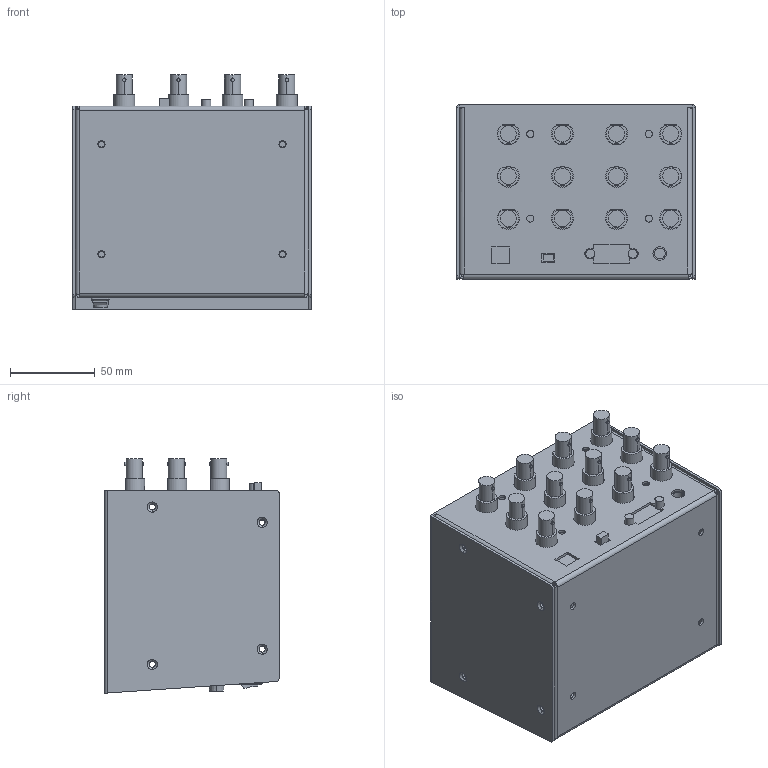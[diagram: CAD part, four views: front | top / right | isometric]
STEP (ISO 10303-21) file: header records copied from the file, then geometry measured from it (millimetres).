
FILE_DESCRIPTION((''),'2;1');
FILE_NAME('LED','2017-11-22T',('zkm'),(''),'PRO/ENGINEER BY PARAMETRIC TECHNOLOGY CORPORATION, 2004110','PRO/ENGINEER BY PARAMETRIC TECHNOLOGY CORPORATION, 2004110','');
FILE_SCHEMA(('CONFIG_CONTROL_DESIGN'));
Length unit declared in the file: millimetre
Products named in the file (1): LED
Bounding box: 141 x 103 x 138.5 mm (x, y, z)
Volume: 212365.8 mm3; surface area: 212717.7 mm2
Topology: 13 solids, 13 shells, 797 faces, 1888 edges, 1202 vertices
Faces by surface type: plane 556, cylinder 203, cone 18, bspline 14, sphere 4, extrusion 2
Entity records: 24060 total; most frequent: CARTESIAN_POINT 5369, ORIENTED_EDGE 3776, DIRECTION 3746, EDGE_CURVE 1888, VECTOR 1440, LINE 1438, VERTEX_POINT 1202, AXIS2_PLACEMENT_3D 1153
